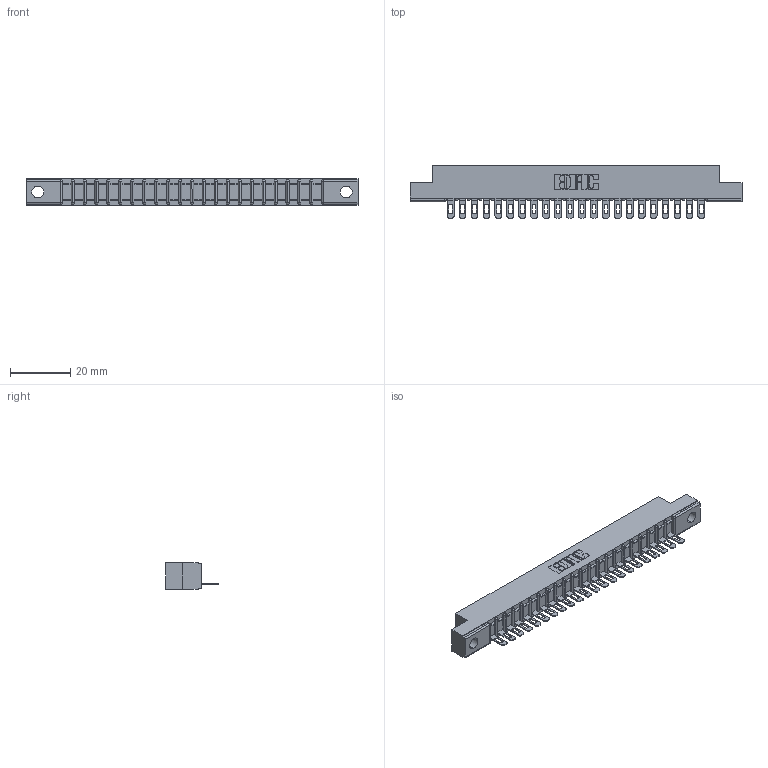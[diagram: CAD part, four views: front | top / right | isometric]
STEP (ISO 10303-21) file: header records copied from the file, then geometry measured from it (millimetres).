
FILE_DESCRIPTION (( 'STEP AP203' ), '1' );
FILE_NAME ('307-022-401-102.STEP', '2020-09-27T06:33:23', ( '' ), ( '' ), 'SwSTEP 2.0', 'SolidWorks 2020', '' );
FILE_SCHEMA (( 'CONFIG_CONTROL_DESIGN' ));
Length unit declared in the file: inch
Products named in the file (3): 307-290-002_501; 307 Part_.128 Dia Mounting Holes; 307-022-401-102
Assembly tree (23 placements, depth 2):
  307-022-401-102
    307 Part_.128 Dia Mounting Holes
    307-290-002_501  x22
Bounding box: 110.19 x 17.42 x 8.71 mm (x, y, z)
Volume: 7205.5 mm3; surface area: 13101.9 mm2
Topology: 23 solids, 23 shells, 1813 faces, 5559 edges, 3642 vertices
Faces by surface type: plane 1038, cylinder 729, sphere 46
Entity records: 22122 total; most frequent: CARTESIAN_POINT 3728, ORIENTED_EDGE 3718, DIRECTION 3635, EDGE_CURVE 1859, LINE 1409, VECTOR 1409, VERTEX_POINT 1206, AXIS2_PLACEMENT_3D 1113
